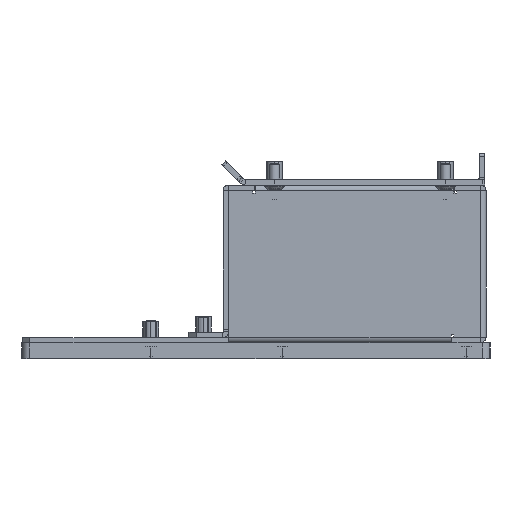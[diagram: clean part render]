
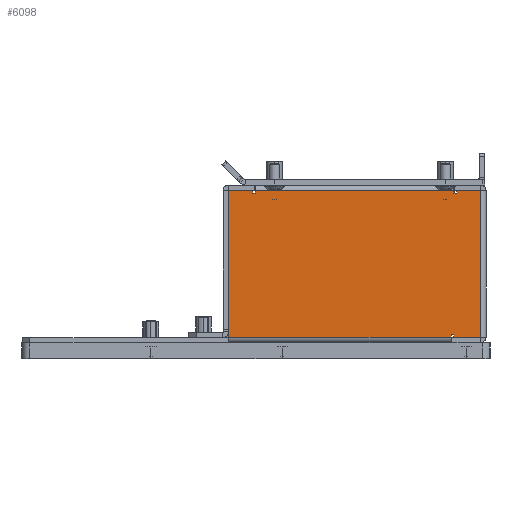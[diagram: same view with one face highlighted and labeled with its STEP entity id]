
A CAD part, left-side view. The second image highlights one B-rep face of the part: STEP entity #6098.
In plain terms, the highlighted face is planar.
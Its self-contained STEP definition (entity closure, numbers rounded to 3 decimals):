
#444 = VERTEX_POINT ( 'NONE', #7064 ) ;
#494 = CARTESIAN_POINT ( 'NONE',  ( 229., 11.2, 0. ) ) ;
#536 = VERTEX_POINT ( 'NONE', #8380 ) ;
#718 = ORIENTED_EDGE ( 'NONE', *, *, #1363, .T. ) ;
#815 = VECTOR ( 'NONE', #14327, 1000. ) ;
#1147 = CARTESIAN_POINT ( 'NONE',  ( 229., 13.2, 56. ) ) ;
#1266 = DIRECTION ( 'NONE',  ( -1., 0., 0. ) ) ;
#1268 = VERTEX_POINT ( 'NONE', #11967 ) ;
#1363 = EDGE_CURVE ( 'NONE', #1988, #5034, #3851, .T. ) ;
#1378 = EDGE_CURVE ( 'NONE', #444, #6955, #8452, .T. ) ;
#1453 = EDGE_CURVE ( 'NONE', #3029, #5529, #13019, .T. ) ;
#1608 = CARTESIAN_POINT ( 'NONE',  ( 229., 87.8, 56. ) ) ;
#1693 = VERTEX_POINT ( 'NONE', #11551 ) ;
#1799 = EDGE_CURVE ( 'NONE', #1268, #10384, #11919, .T. ) ;
#1826 = VECTOR ( 'NONE', #4419, 1000. ) ;
#1988 = VERTEX_POINT ( 'NONE', #11114 ) ;
#2015 = DIRECTION ( 'NONE',  ( 0., 0., -1. ) ) ;
#2163 = ORIENTED_EDGE ( 'NONE', *, *, #7128, .T. ) ;
#2181 = CARTESIAN_POINT ( 'NONE',  ( 229., 0., 1.1 ) ) ;
#2213 = DIRECTION ( 'NONE',  ( 0., 1., 0. ) ) ;
#2622 = DIRECTION ( 'NONE',  ( 0., 0., -1. ) ) ;
#2706 = ORIENTED_EDGE ( 'NONE', *, *, #6575, .F. ) ;
#2872 = CARTESIAN_POINT ( 'NONE',  ( 229., 97.999, 0. ) ) ;
#3029 = VERTEX_POINT ( 'NONE', #4355 ) ;
#3210 = ORIENTED_EDGE ( 'NONE', *, *, #8033, .T. ) ;
#3339 = VECTOR ( 'NONE', #13363, 1000. ) ;
#3386 = PLANE ( 'NONE',  #10808 ) ;
#3430 = EDGE_CURVE ( 'NONE', #10384, #5961, #13142, .T. ) ;
#3754 = VERTEX_POINT ( 'NONE', #2872 ) ;
#3851 = LINE ( 'NONE', #3927, #12082 ) ;
#3927 = CARTESIAN_POINT ( 'NONE',  ( 229., 97.999, 55.9 ) ) ;
#3966 = CARTESIAN_POINT ( 'NONE',  ( 229., 2.1, 0. ) ) ;
#4205 = LINE ( 'NONE', #13073, #13608 ) ;
#4355 = CARTESIAN_POINT ( 'NONE',  ( 229., 12.2, 0.1 ) ) ;
#4369 = DIRECTION ( 'NONE',  ( 0., 0., 1. ) ) ;
#4419 = DIRECTION ( 'NONE',  ( 0., 0., 1. ) ) ;
#4541 = CARTESIAN_POINT ( 'NONE',  ( 229., 0., 56. ) ) ;
#4556 = EDGE_CURVE ( 'NONE', #4933, #444, #9012, .T. ) ;
#4645 = CARTESIAN_POINT ( 'NONE',  ( 229., 12.2, 0.1 ) ) ;
#4732 = EDGE_CURVE ( 'NONE', #6574, #3754, #13567, .T. ) ;
#4782 = VECTOR ( 'NONE', #2622, 1000. ) ;
#4801 = LINE ( 'NONE', #9390, #4782 ) ;
#4933 = VERTEX_POINT ( 'NONE', #9592 ) ;
#5034 = VERTEX_POINT ( 'NONE', #9062 ) ;
#5044 = DIRECTION ( 'NONE',  ( 0., -1., 0. ) ) ;
#5443 = ORIENTED_EDGE ( 'NONE', *, *, #10647, .F. ) ;
#5462 = CARTESIAN_POINT ( 'NONE',  ( 229., 88.8, 56. ) ) ;
#5529 = VERTEX_POINT ( 'NONE', #10538 ) ;
#5588 = LINE ( 'NONE', #1147, #1826 ) ;
#5875 = VECTOR ( 'NONE', #8264, 1000. ) ;
#5894 = DIRECTION ( 'NONE',  ( 0., 0., -1. ) ) ;
#5937 = CARTESIAN_POINT ( 'NONE',  ( 229., 0., 0. ) ) ;
#5961 = VERTEX_POINT ( 'NONE', #8785 ) ;
#6098 = ADVANCED_FACE ( 'NONE', ( #6664 ), #3386, .F. ) ;
#6238 = EDGE_LOOP ( 'NONE', ( #2706, #8167, #13344, #3210, #10055, #11826, #12467, #9919, #11847, #718, #12061, #5443, #13549, #7472, #12063, #2163 ) ) ;
#6375 = CARTESIAN_POINT ( 'NONE',  ( 229., 97.999, 56. ) ) ;
#6574 = VERTEX_POINT ( 'NONE', #12713 ) ;
#6575 = EDGE_CURVE ( 'NONE', #536, #9020, #4801, .T. ) ;
#6658 = EDGE_CURVE ( 'NONE', #1268, #12396, #10404, .T. ) ;
#6664 = FACE_OUTER_BOUND ( 'NONE', #6238, .T. ) ;
#6790 = LINE ( 'NONE', #10054, #8385 ) ;
#6955 = VERTEX_POINT ( 'NONE', #11337 ) ;
#7064 = CARTESIAN_POINT ( 'NONE',  ( 229., 87.8, 1.1 ) ) ;
#7121 = VECTOR ( 'NONE', #10045, 1000. ) ;
#7128 = EDGE_CURVE ( 'NONE', #12396, #9020, #4205, .T. ) ;
#7210 = DIRECTION ( 'NONE',  ( 0., 0., -1. ) ) ;
#7335 = DIRECTION ( 'NONE',  ( 0., 1., 0. ) ) ;
#7472 = ORIENTED_EDGE ( 'NONE', *, *, #1799, .F. ) ;
#7690 = DIRECTION ( 'NONE',  ( 0., 0., -1. ) ) ;
#7875 = VECTOR ( 'NONE', #7690, 1000. ) ;
#8033 = EDGE_CURVE ( 'NONE', #3029, #6955, #11134, .T. ) ;
#8167 = ORIENTED_EDGE ( 'NONE', *, *, #9850, .F. ) ;
#8174 = LINE ( 'NONE', #12594, #14140 ) ;
#8226 = DIRECTION ( 'NONE',  ( 0., -1., 0. ) ) ;
#8264 = DIRECTION ( 'NONE',  ( 0., 1., 0. ) ) ;
#8380 = CARTESIAN_POINT ( 'NONE',  ( 229., 11.2, 1.1 ) ) ;
#8385 = VECTOR ( 'NONE', #2213, 1000. ) ;
#8452 = LINE ( 'NONE', #1608, #11139 ) ;
#8785 = CARTESIAN_POINT ( 'NONE',  ( 229., 12.2, 54.9 ) ) ;
#8798 = CARTESIAN_POINT ( 'NONE',  ( 229., 12.2, 56. ) ) ;
#9012 = LINE ( 'NONE', #2181, #3339 ) ;
#9020 = VERTEX_POINT ( 'NONE', #494 ) ;
#9062 = CARTESIAN_POINT ( 'NONE',  ( 229., 13.2, 55.9 ) ) ;
#9169 = EDGE_CURVE ( 'NONE', #1693, #5034, #5588, .T. ) ;
#9390 = CARTESIAN_POINT ( 'NONE',  ( 229., 11.2, 56. ) ) ;
#9568 = EDGE_CURVE ( 'NONE', #1988, #3754, #14296, .T. ) ;
#9592 = CARTESIAN_POINT ( 'NONE',  ( 229., 88.8, 1.1 ) ) ;
#9675 = DIRECTION ( 'NONE',  ( 0., 1., 0. ) ) ;
#9850 = EDGE_CURVE ( 'NONE', #5529, #536, #8174, .T. ) ;
#9919 = ORIENTED_EDGE ( 'NONE', *, *, #4732, .T. ) ;
#10045 = DIRECTION ( 'NONE',  ( 0., 1., 0. ) ) ;
#10054 = CARTESIAN_POINT ( 'NONE',  ( 229., 0., 54.9 ) ) ;
#10055 = ORIENTED_EDGE ( 'NONE', *, *, #1378, .F. ) ;
#10069 = DIRECTION ( 'NONE',  ( 0., -1., 0. ) ) ;
#10340 = CARTESIAN_POINT ( 'NONE',  ( 229., 2.1, 56. ) ) ;
#10384 = VERTEX_POINT ( 'NONE', #12798 ) ;
#10404 = LINE ( 'NONE', #10340, #10603 ) ;
#10538 = CARTESIAN_POINT ( 'NONE',  ( 229., 12.2, 1.1 ) ) ;
#10603 = VECTOR ( 'NONE', #5894, 1000. ) ;
#10647 = EDGE_CURVE ( 'NONE', #5961, #1693, #6790, .T. ) ;
#10685 = VECTOR ( 'NONE', #9675, 1000. ) ;
#10756 = CARTESIAN_POINT ( 'NONE',  ( 229., 0., 56. ) ) ;
#10808 = AXIS2_PLACEMENT_3D ( 'NONE', #4541, #1266, #10069 ) ;
#11114 = CARTESIAN_POINT ( 'NONE',  ( 229., 97.999, 55.9 ) ) ;
#11134 = LINE ( 'NONE', #4645, #7121 ) ;
#11139 = VECTOR ( 'NONE', #7210, 1000. ) ;
#11337 = CARTESIAN_POINT ( 'NONE',  ( 229., 87.8, 0.1 ) ) ;
#11398 = VECTOR ( 'NONE', #2015, 1000. ) ;
#11551 = CARTESIAN_POINT ( 'NONE',  ( 229., 13.2, 54.9 ) ) ;
#11826 = ORIENTED_EDGE ( 'NONE', *, *, #4556, .F. ) ;
#11847 = ORIENTED_EDGE ( 'NONE', *, *, #9568, .F. ) ;
#11919 = LINE ( 'NONE', #10756, #10685 ) ;
#11940 = CARTESIAN_POINT ( 'NONE',  ( 229., 12.2, 56. ) ) ;
#11967 = CARTESIAN_POINT ( 'NONE',  ( 229., 2.1, 56. ) ) ;
#12061 = ORIENTED_EDGE ( 'NONE', *, *, #9169, .F. ) ;
#12063 = ORIENTED_EDGE ( 'NONE', *, *, #6658, .T. ) ;
#12082 = VECTOR ( 'NONE', #8226, 1000. ) ;
#12306 = VECTOR ( 'NONE', #4369, 1000. ) ;
#12396 = VERTEX_POINT ( 'NONE', #3966 ) ;
#12467 = ORIENTED_EDGE ( 'NONE', *, *, #13918, .F. ) ;
#12594 = CARTESIAN_POINT ( 'NONE',  ( 229., 0., 1.1 ) ) ;
#12713 = CARTESIAN_POINT ( 'NONE',  ( 229., 88.8, 0. ) ) ;
#12798 = CARTESIAN_POINT ( 'NONE',  ( 229., 12.2, 56. ) ) ;
#13019 = LINE ( 'NONE', #11940, #12306 ) ;
#13073 = CARTESIAN_POINT ( 'NONE',  ( 229., 0., 0. ) ) ;
#13142 = LINE ( 'NONE', #8798, #11398 ) ;
#13344 = ORIENTED_EDGE ( 'NONE', *, *, #1453, .F. ) ;
#13363 = DIRECTION ( 'NONE',  ( 0., -1., 0. ) ) ;
#13549 = ORIENTED_EDGE ( 'NONE', *, *, #3430, .F. ) ;
#13567 = LINE ( 'NONE', #5937, #5875 ) ;
#13608 = VECTOR ( 'NONE', #7335, 1000. ) ;
#13918 = EDGE_CURVE ( 'NONE', #6574, #4933, #14180, .T. ) ;
#14140 = VECTOR ( 'NONE', #5044, 1000. ) ;
#14180 = LINE ( 'NONE', #5462, #815 ) ;
#14296 = LINE ( 'NONE', #6375, #7875 ) ;
#14327 = DIRECTION ( 'NONE',  ( 0., 0., 1. ) ) ;
